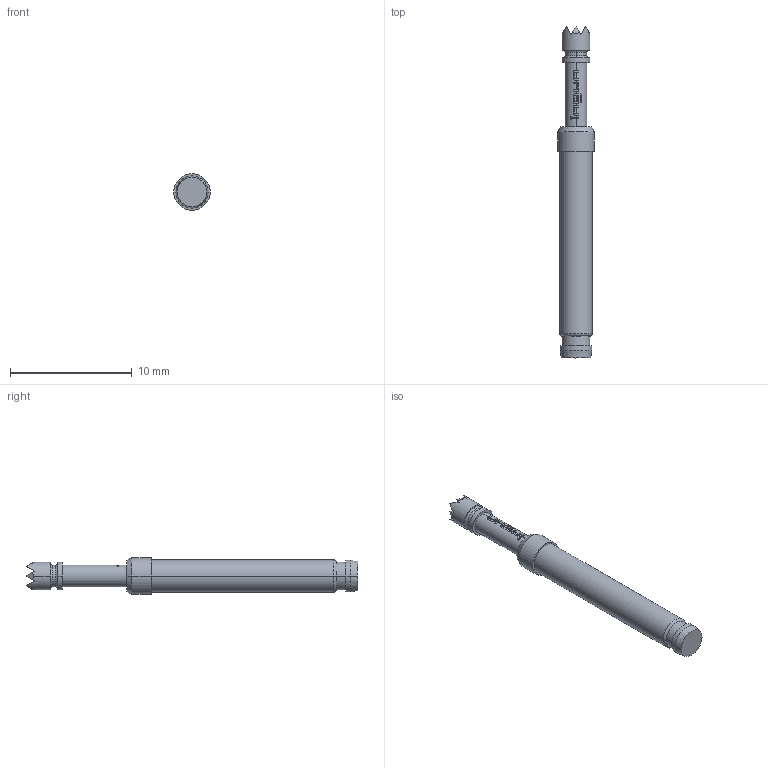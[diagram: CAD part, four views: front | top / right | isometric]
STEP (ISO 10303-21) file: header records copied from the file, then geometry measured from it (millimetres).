
FILE_DESCRIPTION (( 'STEP AP203' ), '1' );
FILE_NAME ('INGUN_HSS-120_306_230_A_xx02.STEP', '2022-02-04T08:24:17', ( 'ochi' ), ( '' ), 'SwSTEP 2.0', 'SolidWorks 2018', '' );
FILE_SCHEMA (( 'CONFIG_CONTROL_DESIGN' ));
Length unit declared in the file: millimetre
Products named in the file (1): INGUN_HSS-120_306_230_A_xx02
Bounding box: 3 x 27.3 x 3 mm (x, y, z)
Volume: 129.2 mm3; surface area: 230.4 mm2
Topology: 1 solids, 1 shells, 150 faces, 382 edges, 241 vertices
Faces by surface type: plane 83, cylinder 35, bspline 22, torus 6, cone 4
Entity records: 4857 total; most frequent: CARTESIAN_POINT 1384, ORIENTED_EDGE 764, DIRECTION 644, EDGE_CURVE 382, AXIS2_PLACEMENT_3D 249, VERTEX_POINT 241, EDGE_LOOP 157, FACE_OUTER_BOUND 150
